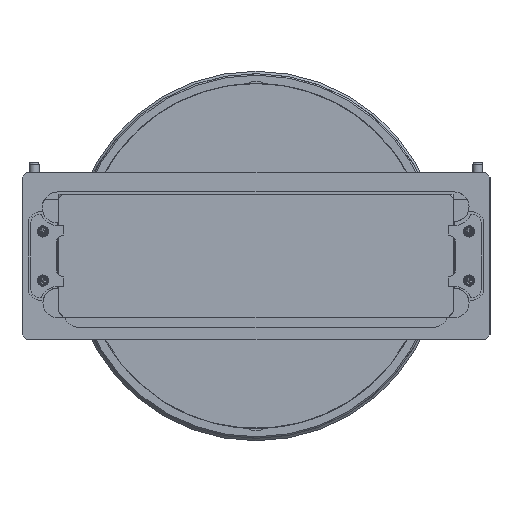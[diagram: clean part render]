
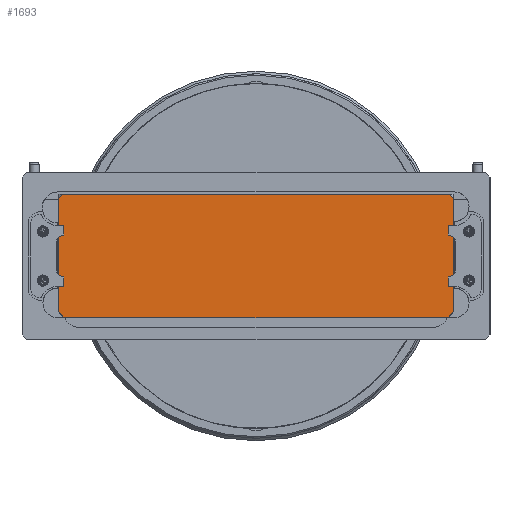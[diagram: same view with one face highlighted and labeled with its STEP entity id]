
A CAD part, left-side view. The second image highlights one B-rep face of the part: STEP entity #1693.
In plain terms, the highlighted planar face has unit normal (-1, 0, 0).
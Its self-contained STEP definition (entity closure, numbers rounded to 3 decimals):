
#348=PLANE('',#17364);
#954=FACE_OUTER_BOUND('',#6013,.T.);
#1693=ADVANCED_FACE('',(#954),#348,.T.);
#2780=LINE('',#28250,#3791);
#2782=LINE('',#28265,#3793);
#2784=LINE('',#28288,#3795);
#2785=LINE('',#28290,#3796);
#2786=LINE('',#28292,#3797);
#2787=LINE('',#28299,#3798);
#3791=VECTOR('',#19224,1.);
#3793=VECTOR('',#19234,1.);
#3795=VECTOR('',#19238,1.);
#3796=VECTOR('',#19239,1.);
#3797=VECTOR('',#19240,1.);
#3798=VECTOR('',#19241,1.);
#6013=EDGE_LOOP('',(#8750,#8751,#8752,#8753,#8754,#8755,#8756,#8757,#8758,
#8759));
#8750=ORIENTED_EDGE('',*,*,#14587,.F.);
#8751=ORIENTED_EDGE('',*,*,#14588,.T.);
#8752=ORIENTED_EDGE('',*,*,#14589,.T.);
#8753=ORIENTED_EDGE('',*,*,#14590,.T.);
#8754=ORIENTED_EDGE('',*,*,#14591,.F.);
#8755=ORIENTED_EDGE('',*,*,#14592,.F.);
#8756=ORIENTED_EDGE('',*,*,#14593,.F.);
#8757=ORIENTED_EDGE('',*,*,#14582,.F.);
#8758=ORIENTED_EDGE('',*,*,#14594,.F.);
#8759=ORIENTED_EDGE('',*,*,#14576,.T.);
#12569=VERTEX_POINT('',#28249);
#12570=VERTEX_POINT('',#28251);
#12574=VERTEX_POINT('',#28264);
#12575=VERTEX_POINT('',#28266);
#12578=VERTEX_POINT('',#28287);
#12579=VERTEX_POINT('',#28289);
#12580=VERTEX_POINT('',#28291);
#12581=VERTEX_POINT('',#28293);
#12582=VERTEX_POINT('',#28298);
#12583=VERTEX_POINT('',#28300);
#14576=EDGE_CURVE('',#12570,#12569,#2780,.T.);
#14582=EDGE_CURVE('',#12574,#12575,#2782,.T.);
#14587=EDGE_CURVE('',#12578,#12569,#16709,.T.);
#14588=EDGE_CURVE('',#12578,#12579,#2784,.T.);
#14589=EDGE_CURVE('',#12579,#12580,#2785,.T.);
#14590=EDGE_CURVE('',#12580,#12581,#2786,.T.);
#14591=EDGE_CURVE('',#12582,#12581,#16710,.T.);
#14592=EDGE_CURVE('',#12583,#12582,#2787,.T.);
#14593=EDGE_CURVE('',#12575,#12583,#16711,.T.);
#14594=EDGE_CURVE('',#12570,#12574,#16712,.T.);
#16709=B_SPLINE_CURVE_WITH_KNOTS('',3,(#28283,#28284,#28285,#28286),
 .UNSPECIFIED.,.F.,.F.,(4,4),(0.,1.),.UNSPECIFIED.);
#16710=B_SPLINE_CURVE_WITH_KNOTS('',3,(#28294,#28295,#28296,#28297),
 .UNSPECIFIED.,.F.,.F.,(4,4),(0.,1.),.UNSPECIFIED.);
#16711=B_SPLINE_CURVE_WITH_KNOTS('',3,(#28301,#28302,#28303,#28304),
 .UNSPECIFIED.,.F.,.F.,(4,4),(0.,1.),.UNSPECIFIED.);
#16712=B_SPLINE_CURVE_WITH_KNOTS('',3,(#28305,#28306,#28307,#28308),
 .UNSPECIFIED.,.F.,.F.,(4,4),(0.,1.),.UNSPECIFIED.);
#17364=AXIS2_PLACEMENT_3D('',#28309,#19242,#19243);
#19224=DIRECTION('',(0.,0.,-1.));
#19234=DIRECTION('',(0.,-1.,0.));
#19238=DIRECTION('',(0.,-1.,0.));
#19239=DIRECTION('',(0.,-1.,0.));
#19240=DIRECTION('',(0.,-1.,0.));
#19241=DIRECTION('',(0.,0.,-1.));
#19242=DIRECTION('',(-1.,0.,0.));
#19243=DIRECTION('',(0.,0.,-1.));
#28249=CARTESIAN_POINT('',(-473.91,40.,-11.17));
#28250=CARTESIAN_POINT('',(-473.91,40.,-12.5));
#28251=CARTESIAN_POINT('',(-473.91,40.,11.57));
#28264=CARTESIAN_POINT('',(-473.91,39.355,12.5));
#28265=CARTESIAN_POINT('',(-473.91,-40.,12.5));
#28266=CARTESIAN_POINT('',(-473.91,-39.355,12.5));
#28283=CARTESIAN_POINT('',(-473.91,39.07,-12.5));
#28284=CARTESIAN_POINT('',(-473.91,39.386,-12.06));
#28285=CARTESIAN_POINT('',(-473.91,39.696,-11.617));
#28286=CARTESIAN_POINT('',(-473.91,40.,-11.17));
#28287=CARTESIAN_POINT('',(-473.91,39.07,-12.5));
#28288=CARTESIAN_POINT('',(-473.91,-40.,-12.5));
#28289=CARTESIAN_POINT('',(-473.91,38.828,-12.5));
#28290=CARTESIAN_POINT('',(-473.91,-40.,-12.5));
#28291=CARTESIAN_POINT('',(-473.91,-38.828,-12.5));
#28292=CARTESIAN_POINT('',(-473.91,-40.,-12.5));
#28293=CARTESIAN_POINT('',(-473.91,-39.07,-12.5));
#28294=CARTESIAN_POINT('',(-473.91,-40.,-11.17));
#28295=CARTESIAN_POINT('',(-473.91,-39.696,-11.617));
#28296=CARTESIAN_POINT('',(-473.91,-39.386,-12.06));
#28297=CARTESIAN_POINT('',(-473.91,-39.07,-12.5));
#28298=CARTESIAN_POINT('',(-473.91,-40.,-11.17));
#28299=CARTESIAN_POINT('',(-473.91,-40.,-12.5));
#28300=CARTESIAN_POINT('',(-473.91,-40.,11.57));
#28301=CARTESIAN_POINT('',(-473.91,-39.355,12.5));
#28302=CARTESIAN_POINT('',(-473.91,-39.573,12.192));
#28303=CARTESIAN_POINT('',(-473.91,-39.788,11.882));
#28304=CARTESIAN_POINT('',(-473.91,-40.,11.57));
#28305=CARTESIAN_POINT('',(-473.91,40.,11.57));
#28306=CARTESIAN_POINT('',(-473.91,39.788,11.882));
#28307=CARTESIAN_POINT('',(-473.91,39.573,12.192));
#28308=CARTESIAN_POINT('',(-473.91,39.355,12.5));
#28309=CARTESIAN_POINT('',(-473.91,-40.,-12.5));
